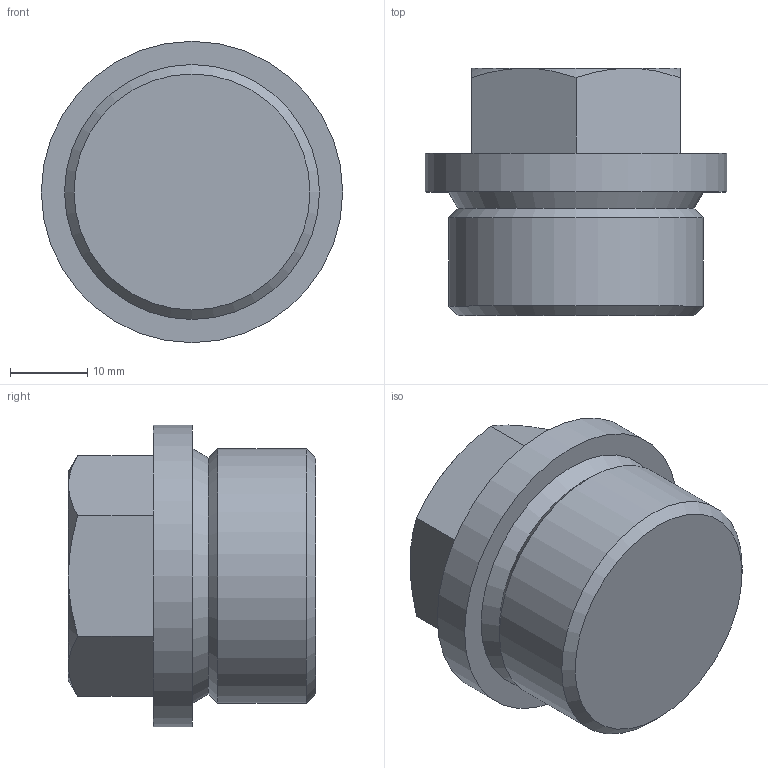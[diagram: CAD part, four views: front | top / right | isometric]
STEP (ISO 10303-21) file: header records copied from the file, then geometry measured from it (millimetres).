
FILE_DESCRIPTION( ( 'STEP AP214' ), '1' );
FILE_NAME( 'K1131.103320.stp', '2020-12-10T10:19:32', ( '' ), ( '' ), ' ', 'PARTsolutions', ' ' );
FILE_SCHEMA( ( 'AUTOMOTIVE_DESIGN { 1 0 10303 214 1 1 1 1 }' ) );
Length unit declared in the file: millimetre
Products named in the file (1): _K1131.103320
Bounding box: 39 x 32 x 39 mm (x, y, z)
Volume: 26297 mm3; surface area: 5653.9 mm2
Topology: 1 solids, 1 shells, 21 faces, 43 edges, 26 vertices
Faces by surface type: plane 10, cone 9, cylinder 2
Full cylindrical faces by diameter (mm): 33 x1, 39 x1
Entity records: 744 total; most frequent: CARTESIAN_POINT 156, DIRECTION 82, ORIENTED_EDGE 74, EDGE_CURVE 37, AXIS2_PLACEMENT_3D 35, EDGE_LOOP 28, VERTEX_POINT 25, FACE_OUTER_BOUND 23
